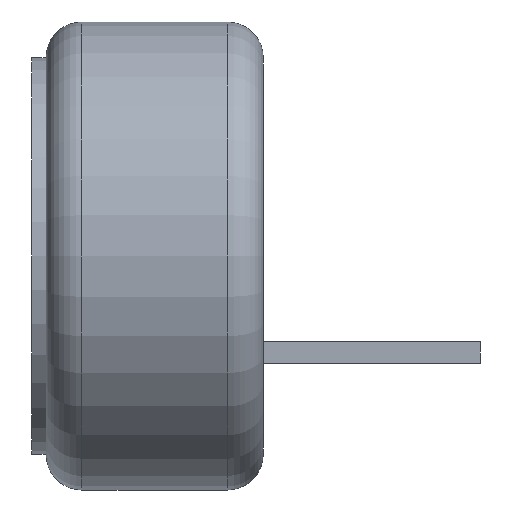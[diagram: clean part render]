
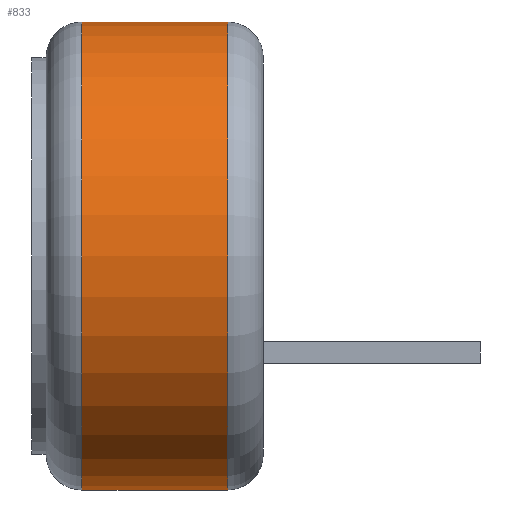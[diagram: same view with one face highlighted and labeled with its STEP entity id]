
A CAD part, left-side view. The second image highlights one B-rep face of the part: STEP entity #833.
In plain terms, the highlighted cylindrical face has radius 4.85 mm (diameter 9.7 mm), a partial arc.
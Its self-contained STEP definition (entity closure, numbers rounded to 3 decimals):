
#122 = DIRECTION ( 'NONE',  ( 0., -1., 0. ) ) ;
#140 = EDGE_LOOP ( 'NONE', ( #1372, #1993, #727, #2276 ) ) ;
#212 = CARTESIAN_POINT ( 'NONE',  ( 0., 2.25, 4.85 ) ) ;
#430 = EDGE_CURVE ( 'NONE', #3027, #2109, #935, .T. ) ;
#555 = FACE_OUTER_BOUND ( 'NONE', #140, .T. ) ;
#727 = ORIENTED_EDGE ( 'NONE', *, *, #430, .T. ) ;
#833 = ADVANCED_FACE ( 'NONE', ( #555 ), #2321, .T. ) ;
#935 = LINE ( 'NONE', #1427, #1661 ) ;
#1045 = CARTESIAN_POINT ( 'NONE',  ( 0., 1.51, 4.85 ) ) ;
#1123 = DIRECTION ( 'NONE',  ( 0., 0., 1. ) ) ;
#1175 = CARTESIAN_POINT ( 'NONE',  ( 0., -1.51, 4.85 ) ) ;
#1372 = ORIENTED_EDGE ( 'NONE', *, *, #2240, .F. ) ;
#1427 = CARTESIAN_POINT ( 'NONE',  ( 0., 2.25, -4.85 ) ) ;
#1551 = CARTESIAN_POINT ( 'NONE',  ( 0., -1.51, 0. ) ) ;
#1587 = CARTESIAN_POINT ( 'NONE',  ( 0., 2.25, 0. ) ) ;
#1603 = CARTESIAN_POINT ( 'NONE',  ( 0., 1.51, 0. ) ) ;
#1613 = DIRECTION ( 'NONE',  ( 0., 0., 1. ) ) ;
#1661 = VECTOR ( 'NONE', #3115, 1000. ) ;
#1812 = DIRECTION ( 'NONE',  ( 0., 0., -1. ) ) ;
#1822 = CARTESIAN_POINT ( 'NONE',  ( 0., 1.51, -4.85 ) ) ;
#1931 = DIRECTION ( 'NONE',  ( 0., -1., 0. ) ) ;
#1932 = CIRCLE ( 'NONE', #2938, 4.85 ) ;
#1961 = VERTEX_POINT ( 'NONE', #1175 ) ;
#1993 = ORIENTED_EDGE ( 'NONE', *, *, #2703, .T. ) ;
#2109 = VERTEX_POINT ( 'NONE', #2766 ) ;
#2201 = CIRCLE ( 'NONE', #2761, 4.85 ) ;
#2240 = EDGE_CURVE ( 'NONE', #2508, #1961, #2312, .T. ) ;
#2276 = ORIENTED_EDGE ( 'NONE', *, *, #2692, .T. ) ;
#2312 = LINE ( 'NONE', #212, #2852 ) ;
#2321 = CYLINDRICAL_SURFACE ( 'NONE', #3086, 4.85 ) ;
#2508 = VERTEX_POINT ( 'NONE', #1045 ) ;
#2692 = EDGE_CURVE ( 'NONE', #2109, #1961, #2201, .T. ) ;
#2703 = EDGE_CURVE ( 'NONE', #2508, #3027, #1932, .T. ) ;
#2761 = AXIS2_PLACEMENT_3D ( 'NONE', #1551, #2807, #1123 ) ;
#2766 = CARTESIAN_POINT ( 'NONE',  ( 0., -1.51, -4.85 ) ) ;
#2807 = DIRECTION ( 'NONE',  ( 0., 1., 0. ) ) ;
#2852 = VECTOR ( 'NONE', #1931, 1000. ) ;
#2938 = AXIS2_PLACEMENT_3D ( 'NONE', #1603, #3044, #1613 ) ;
#3027 = VERTEX_POINT ( 'NONE', #1822 ) ;
#3044 = DIRECTION ( 'NONE',  ( 0., -1., 0. ) ) ;
#3086 = AXIS2_PLACEMENT_3D ( 'NONE', #1587, #122, #1812 ) ;
#3115 = DIRECTION ( 'NONE',  ( 0., -1., 0. ) ) ;
